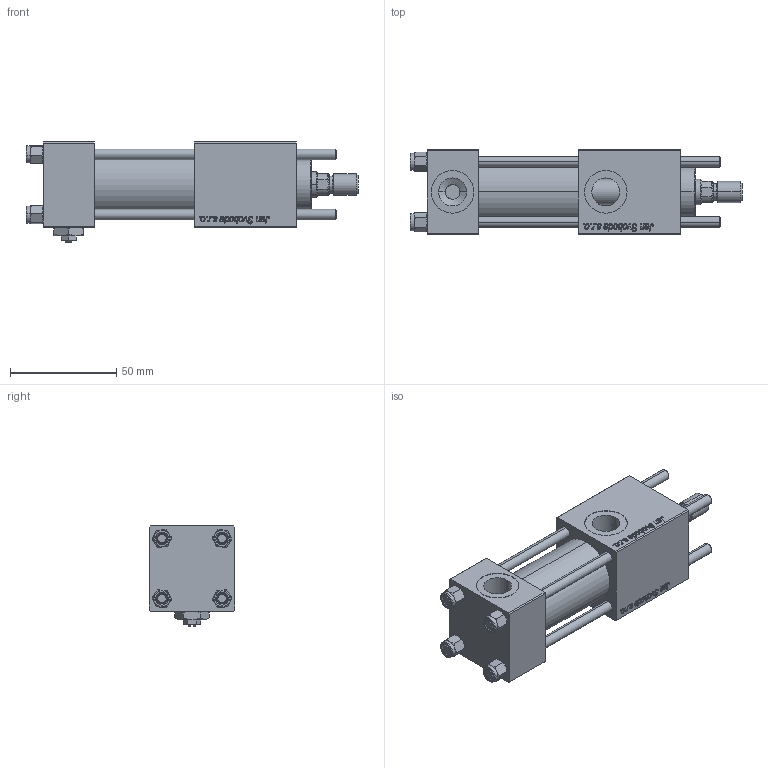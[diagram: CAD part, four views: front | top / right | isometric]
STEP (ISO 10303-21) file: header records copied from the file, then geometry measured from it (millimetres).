
FILE_DESCRIPTION (( 'STEP AP203' ), '1' );
FILE_NAME ('5db7.STEP', '2022-04-15T02:30:12', ( '' ), ( '' ), 'SwSTEP 2.0', 'SolidWorks 2019', '' );
FILE_SCHEMA (( 'CONFIG_CONTROL_DESIGN' ));
Length unit declared in the file: millimetre
Products named in the file (8): V215CR_B_TYCINKA 476fcee4f3890ca482c92601315738d4; ROD_END_AH 476fcee4f3890ca482c92601315738d4; V215CR_B-1 476fcee4f3890ca482c92601315738d4; Zatka_pro_OIL_PORT 476fcee4f3890ca482c92601315738d4; NUT_M5_B 476fcee4f3890ca482c92601315738d4; V215CR_VCP_B 476fcee4f3890ca482c92601315738d4; V215_VC_A 476fcee4f3890ca482c92601315738d4; 5db7
Assembly tree (13 placements, depth 2):
  5db7
    V215CR_B-1 476fcee4f3890ca482c92601315738d4
    V215CR_VCP_B 476fcee4f3890ca482c92601315738d4
    NUT_M5_B 476fcee4f3890ca482c92601315738d4  x4
    V215CR_B_TYCINKA 476fcee4f3890ca482c92601315738d4  x4
    V215_VC_A 476fcee4f3890ca482c92601315738d4
    ROD_END_AH 476fcee4f3890ca482c92601315738d4
    Zatka_pro_OIL_PORT 476fcee4f3890ca482c92601315738d4
Bounding box: 156 x 40 x 47 mm (x, y, z)
Volume: 145044.3 mm3; surface area: 60442.5 mm2
Topology: 13 solids, 13 shells, 1228 faces, 3088 edges, 1993 vertices
Faces by surface type: bspline 504, plane 458, cone 162, cylinder 94, torus 10
Entity records: 59090 total; most frequent: CARTESIAN_POINT 34636, ORIENTED_EDGE 5668, DIRECTION 3224, EDGE_CURVE 2834, VERTEX_POINT 1849, LINE 1494, VECTOR 1494, EDGE_LOOP 1237
